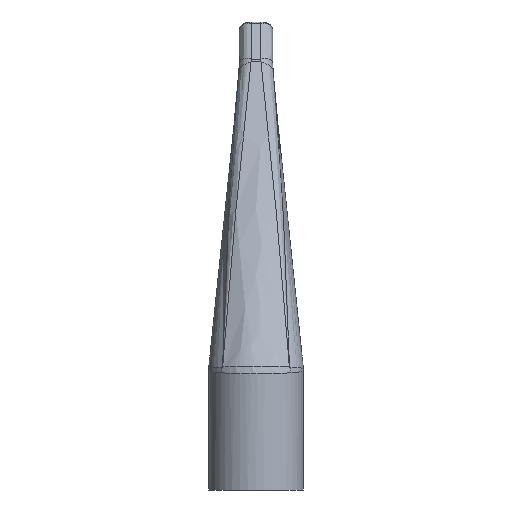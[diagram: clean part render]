
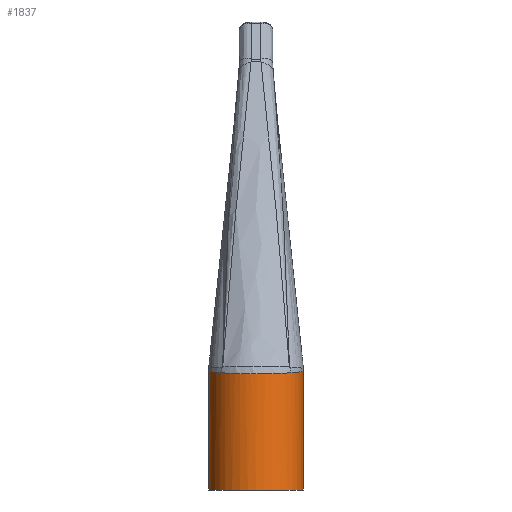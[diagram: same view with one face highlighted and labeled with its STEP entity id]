
A CAD part, front view. The second image highlights one B-rep face of the part: STEP entity #1837.
In plain terms, the highlighted cylindrical face has radius 19.75 mm (diameter 39.5 mm), a partial arc.
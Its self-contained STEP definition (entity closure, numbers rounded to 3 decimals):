
#275=AXIS2_PLACEMENT_3D('Circle Axis2P3D',#273,#274,$) ;
#1594=AXIS2_PLACEMENT_3D('Cylinder Axis2P3D',#1591,#1592,#1593) ;
#273=CARTESIAN_POINT('Axis2P3D Location',(0.,0.,0.)) ;
#277=CARTESIAN_POINT('Vertex',(19.75,0.,0.)) ;
#279=CARTESIAN_POINT('Vertex',(-19.75,0.,0.)) ;
#1591=CARTESIAN_POINT('Axis2P3D Location',(0.,0.,25.)) ;
#1631=CARTESIAN_POINT('Vertex',(19.75,0.,49.703)) ;
#1634=CARTESIAN_POINT('Line Origine',(19.75,0.,25.)) ;
#1639=CARTESIAN_POINT('Line Origine',(-19.75,0.,25.)) ;
#1643=CARTESIAN_POINT('Vertex',(-19.75,0.,49.703)) ;
#1790=CARTESIAN_POINT('Control Point',(19.75,0.,49.703)) ;
#1791=CARTESIAN_POINT('Control Point',(19.75,-2.899,49.442)) ;
#1792=CARTESIAN_POINT('Control Point',(19.219,-5.832,49.206)) ;
#1793=CARTESIAN_POINT('Control Point',(18.127,-8.677,49.016)) ;
#1794=CARTESIAN_POINT('Control Point',(16.502,-11.262,48.863)) ;
#1795=CARTESIAN_POINT('Control Point',(14.45,-13.464,48.747)) ;
#1796=CARTESIAN_POINT('Vertex',(14.45,-13.464,48.747)) ;
#1800=CARTESIAN_POINT('Control Point',(14.45,-13.464,48.747)) ;
#1801=CARTESIAN_POINT('Control Point',(14.109,-13.829,48.72)) ;
#1802=CARTESIAN_POINT('Control Point',(13.757,-14.184,48.694)) ;
#1803=CARTESIAN_POINT('Control Point',(13.393,-14.528,48.669)) ;
#1804=CARTESIAN_POINT('Control Point',(12.643,-15.193,48.622)) ;
#1805=CARTESIAN_POINT('Control Point',(11.852,-15.81,48.58)) ;
#1806=CARTESIAN_POINT('Control Point',(11.447,-16.106,48.56)) ;
#1807=CARTESIAN_POINT('Control Point',(10.202,-16.956,48.502)) ;
#1808=CARTESIAN_POINT('Control Point',(8.879,-17.685,48.455)) ;
#1809=CARTESIAN_POINT('Control Point',(7.966,-18.114,48.427)) ;
#1810=CARTESIAN_POINT('Control Point',(5.642,-19.032,48.368)) ;
#1811=CARTESIAN_POINT('Control Point',(3.194,-19.576,48.335)) ;
#1812=CARTESIAN_POINT('Control Point',(1.707,-19.761,48.323)) ;
#1813=CARTESIAN_POINT('Control Point',(-2.796,-19.893,48.315)) ;
#1814=CARTESIAN_POINT('Control Point',(-7.215,-18.756,48.386)) ;
#1815=CARTESIAN_POINT('Control Point',(-9.983,-17.438,48.469)) ;
#1816=CARTESIAN_POINT('Control Point',(-12.425,-15.636,48.586)) ;
#1817=CARTESIAN_POINT('Control Point',(-14.45,-13.464,48.747)) ;
#1818=CARTESIAN_POINT('Vertex',(-14.45,-13.464,48.747)) ;
#1822=CARTESIAN_POINT('Control Point',(-14.45,-13.464,48.747)) ;
#1823=CARTESIAN_POINT('Control Point',(-16.502,-11.262,48.863)) ;
#1824=CARTESIAN_POINT('Control Point',(-18.127,-8.676,49.016)) ;
#1825=CARTESIAN_POINT('Control Point',(-19.219,-5.832,49.206)) ;
#1826=CARTESIAN_POINT('Control Point',(-19.75,-2.899,49.442)) ;
#1827=CARTESIAN_POINT('Control Point',(-19.75,0.,49.703)) ;
#274=DIRECTION('Axis2P3D Direction',(0.,0.,-1.)) ;
#1592=DIRECTION('Axis2P3D Direction',(0.,0.,-1.)) ;
#1593=DIRECTION('Axis2P3D XDirection',(1.,0.,0.)) ;
#1635=DIRECTION('Vector Direction',(0.,0.,-1.)) ;
#1640=DIRECTION('Vector Direction',(0.,0.,-1.)) ;
#1636=VECTOR('Line Direction',#1635,1.) ;
#1641=VECTOR('Line Direction',#1640,1.) ;
#1830=ORIENTED_EDGE('',*,*,#1645,.T.) ;
#1831=ORIENTED_EDGE('',*,*,#281,.F.) ;
#1832=ORIENTED_EDGE('',*,*,#1638,.F.) ;
#1833=ORIENTED_EDGE('',*,*,#1798,.F.) ;
#1834=ORIENTED_EDGE('',*,*,#1820,.F.) ;
#1835=ORIENTED_EDGE('',*,*,#1828,.F.) ;
#1837=ADVANCED_FACE('( + ) PartBody',(#1836),#1595,.T.) ;
#1789=B_SPLINE_CURVE_WITH_KNOTS('',5,(#1790,#1791,#1792,#1793,#1794,#1795),.UNSPECIFIED.,.F.,.U.,(6,6),(0.,17.812),.UNSPECIFIED.) ;
#1799=B_SPLINE_CURVE_WITH_KNOTS('',5,(#1800,#1801,#1802,#1803,#1804,#1805,#1806,#1807,#1808,#1809,#1810,#1811,#1812,#1813,#1814,#1815,#1816,#1817),.UNSPECIFIED.,.F.,.U.,(6,3,3,3,3,6),(19.434,22.172,24.911,30.387,38.479,54.752),.UNSPECIFIED.) ;
#1821=B_SPLINE_CURVE_WITH_KNOTS('',5,(#1822,#1823,#1824,#1825,#1826,#1827),.UNSPECIFIED.,.F.,.U.,(6,6),(30.511,48.323),.UNSPECIFIED.) ;
#276=CIRCLE('generated circle',#275,19.75) ;
#1595=CYLINDRICAL_SURFACE('generated cylinder',#1594,19.75) ;
#281=EDGE_CURVE('',#278,#280,#276,.T.) ;
#1638=EDGE_CURVE('',#1632,#278,#1637,.T.) ;
#1645=EDGE_CURVE('',#1644,#280,#1642,.T.) ;
#1798=EDGE_CURVE('',#1797,#1632,#1789,.F.) ;
#1820=EDGE_CURVE('',#1819,#1797,#1799,.F.) ;
#1828=EDGE_CURVE('',#1644,#1819,#1821,.F.) ;
#1829=EDGE_LOOP('',(#1830,#1831,#1832,#1833,#1834,#1835)) ;
#1836=FACE_OUTER_BOUND('',#1829,.T.) ;
#1637=LINE('Line',#1634,#1636) ;
#1642=LINE('Line',#1639,#1641) ;
#278=VERTEX_POINT('',#277) ;
#280=VERTEX_POINT('',#279) ;
#1632=VERTEX_POINT('',#1631) ;
#1644=VERTEX_POINT('',#1643) ;
#1797=VERTEX_POINT('',#1796) ;
#1819=VERTEX_POINT('',#1818) ;
